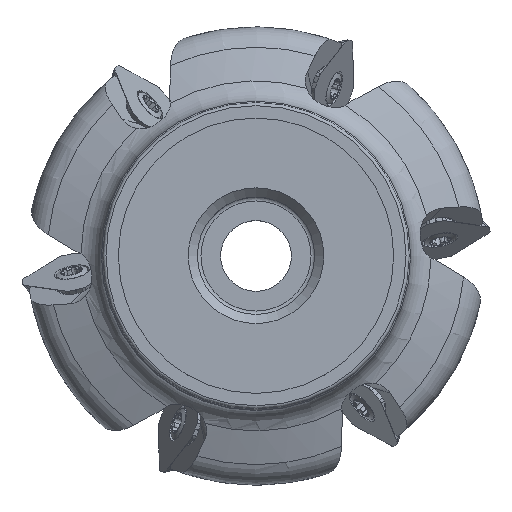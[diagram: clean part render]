
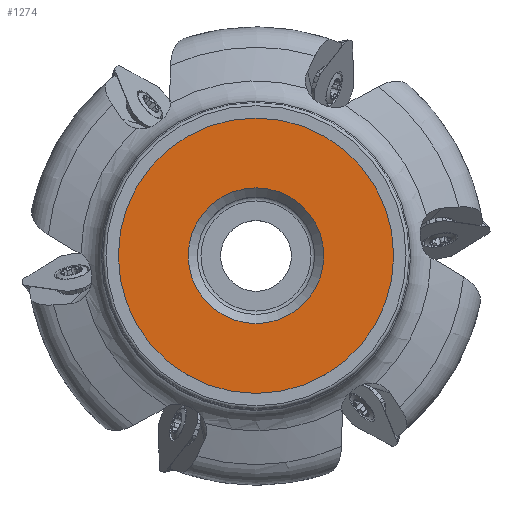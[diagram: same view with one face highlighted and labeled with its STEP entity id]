
A CAD part, top view. The second image highlights one B-rep face of the part: STEP entity #1274.
In plain terms, the highlighted planar face has unit normal (0, 0, 1).
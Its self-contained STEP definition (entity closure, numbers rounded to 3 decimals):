
#1274=ADVANCED_FACE('SU_1',(#2505,#2506),#1820,.F.);
#1820=PLANE('',#12795);
#2224=CIRCLE('',#12770,22.392);
#2228=CIRCLE('',#12776,11.03);
#2505=FACE_BOUND('',#2807,.T.);
#2506=FACE_BOUND('',#2808,.T.);
#2807=EDGE_LOOP('',(#5209));
#2808=EDGE_LOOP('',(#5210));
#5209=ORIENTED_EDGE('',*,*,#9859,.T.);
#5210=ORIENTED_EDGE('',*,*,#9863,.F.);
#8481=VERTEX_POINT('',#20333);
#8485=VERTEX_POINT('',#20343);
#9859=EDGE_CURVE('',#8481,#8481,#2224,.T.);
#9863=EDGE_CURVE('',#8485,#8485,#2228,.T.);
#12770=AXIS2_PLACEMENT_3D('',#20332,#14533,#14534);
#12776=AXIS2_PLACEMENT_3D('',#20342,#14545,#14546);
#12795=AXIS2_PLACEMENT_3D('',#20370,#14583,#14584);
#14533=DIRECTION('',(0.,0.,1.));
#14534=DIRECTION('',(1.,0.,0.));
#14545=DIRECTION('',(0.,0.,1.));
#14546=DIRECTION('',(1.,0.,0.));
#14583=DIRECTION('',(0.,0.,-1.));
#14584=DIRECTION('',(-1.,0.,0.));
#20332=CARTESIAN_POINT('',(0.,0.,0.));
#20333=CARTESIAN_POINT('',(22.392,0.,0.));
#20342=CARTESIAN_POINT('',(0.,0.,0.));
#20343=CARTESIAN_POINT('',(11.03,0.,0.));
#20370=CARTESIAN_POINT('',(-24.892,0.,0.));
